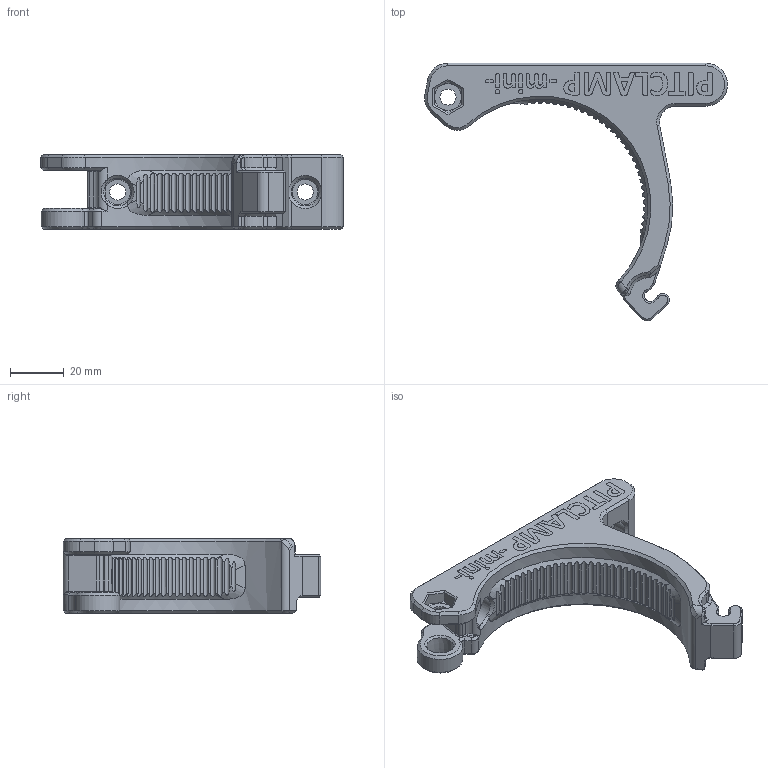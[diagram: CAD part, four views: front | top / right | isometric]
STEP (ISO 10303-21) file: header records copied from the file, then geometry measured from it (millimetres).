
FILE_DESCRIPTION(/* description */ (''),/* implementation_level */ '2;1');
FILE_NAME(/* name */ 'PitClamp Mini - Base - Standard (Unbranded).step',/* time_stamp */ '2024-08-20T09:03:35-04:00',/* author */ (''),/* organization */ (''),/* preprocessor_version */ 'ST-DEVELOPER v20',/* originating_system */ 'Autodesk Translation Framework v13.14.0.145',/* authorisation */ '');
FILE_SCHEMA (('AUTOMOTIVE_DESIGN { 1 0 10303 214 3 1 1 }'));
Length unit declared in the file: millimetre
Products named in the file (1): 3030 Centered Hole Base
Bounding box: 113.08 x 96.18 x 28 mm (x, y, z)
Volume: 68924.2 mm3; surface area: 17606.6 mm2
Topology: 1 solids, 1 shells, 747 faces, 2070 edges, 1345 vertices
Faces by surface type: bspline 418, plane 163, cylinder 99, cone 67
Full cylindrical faces by diameter (mm): 6 x3, 10.4 x2
Entity records: 31676 total; most frequent: CARTESIAN_POINT 15539, ORIENTED_EDGE 4140, EDGE_CURVE 2070, DIRECTION 1968, VERTEX_POINT 1345, B_SPLINE_CURVE_WITH_KNOTS 935, LINE 930, VECTOR 930
